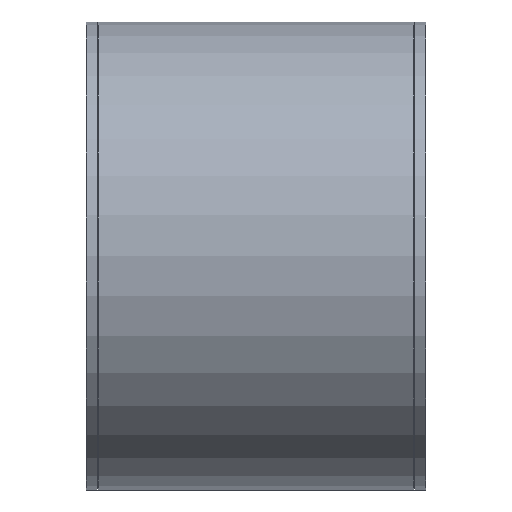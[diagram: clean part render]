
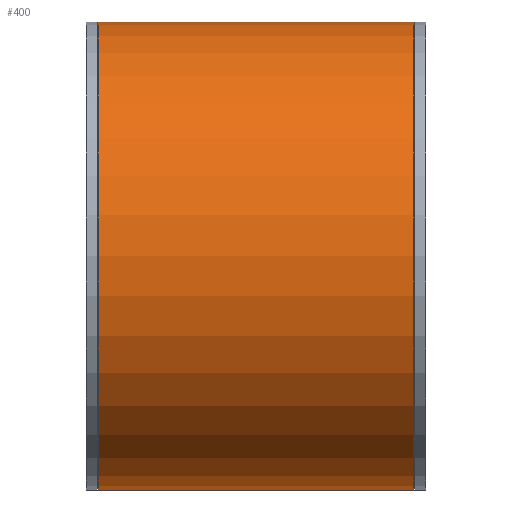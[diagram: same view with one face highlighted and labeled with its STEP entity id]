
A CAD part, top view. The second image highlights one B-rep face of the part: STEP entity #400.
In plain terms, the highlighted cylindrical face has radius 4 mm (diameter 8 mm), a partial arc.
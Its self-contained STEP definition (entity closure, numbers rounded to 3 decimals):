
#335=DIRECTION('',(1.,0.,0.));
#336=VECTOR('',#335,5.4);
#337=CARTESIAN_POINT('',(-2.7,-4.,0.));
#338=LINE('',#337,#336);
#339=CARTESIAN_POINT('',(2.7,0.,0.));
#340=DIRECTION('',(1.,0.,0.));
#341=DIRECTION('',(0.,1.,0.));
#342=AXIS2_PLACEMENT_3D('',#339,#340,#341);
#344=CARTESIAN_POINT('',(-2.7,0.,0.));
#345=DIRECTION('',(-1.,0.,0.));
#346=DIRECTION('',(0.,-1.,0.));
#347=AXIS2_PLACEMENT_3D('',#344,#345,#346);
#349=DIRECTION('',(1.,0.,0.));
#350=VECTOR('',#349,5.4);
#351=CARTESIAN_POINT('',(-2.7,4.,0.));
#352=LINE('',#351,#350);
#353=CARTESIAN_POINT('',(2.7,-4.,0.));
#354=CARTESIAN_POINT('',(2.7,4.,0.));
#355=VERTEX_POINT('',#353);
#356=VERTEX_POINT('',#354);
#357=CARTESIAN_POINT('',(-2.7,4.,0.));
#358=CARTESIAN_POINT('',(-2.7,-4.,0.));
#359=VERTEX_POINT('',#357);
#360=VERTEX_POINT('',#358);
#388=CARTESIAN_POINT('',(-2.9,0.,0.));
#389=DIRECTION('',(1.,0.,0.));
#390=DIRECTION('',(0.,-1.,0.));
#391=AXIS2_PLACEMENT_3D('',#388,#389,#390);
#392=CYLINDRICAL_SURFACE('',#391,4.);
#393=ORIENTED_EDGE('',*,*,#368,.T.);
#394=ORIENTED_EDGE('',*,*,#383,.F.);
#396=ORIENTED_EDGE('',*,*,#395,.T.);
#397=ORIENTED_EDGE('',*,*,#379,.T.);
#398=EDGE_LOOP('',(#393,#394,#396,#397));
#399=FACE_OUTER_BOUND('',#398,.F.);
#400=ADVANCED_FACE('',(#399),#392,.T.);
#343=CIRCLE('',#342,4.);
#348=CIRCLE('',#347,4.);
#368=EDGE_CURVE('',#356,#355,#343,.T.);
#379=EDGE_CURVE('',#359,#356,#352,.T.);
#383=EDGE_CURVE('',#360,#355,#338,.T.);
#395=EDGE_CURVE('',#360,#359,#348,.T.);
